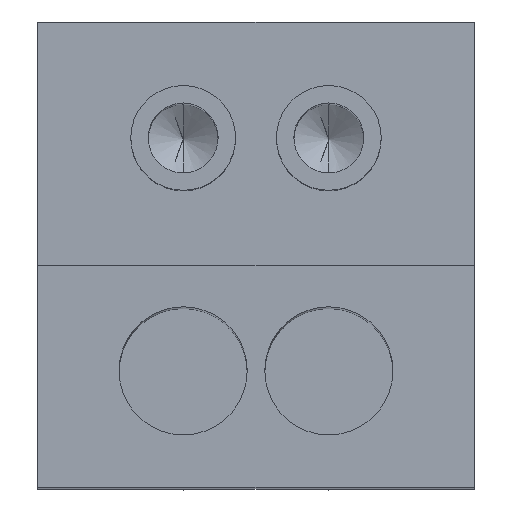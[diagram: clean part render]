
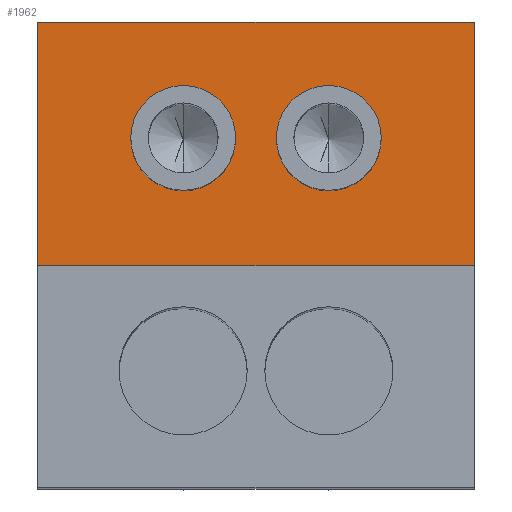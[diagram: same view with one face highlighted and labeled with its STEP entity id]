
A CAD part, top view. The second image highlights one B-rep face of the part: STEP entity #1962.
In plain terms, the highlighted planar face has unit normal (0, 0, 1).
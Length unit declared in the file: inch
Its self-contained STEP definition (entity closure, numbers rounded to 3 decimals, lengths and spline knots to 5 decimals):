
#6 = AXIS2_PLACEMENT_3D ( 'NONE', #555, #1703, #2203 ) ;
#71 = LINE ( 'NONE', #558, #180 ) ;
#102 = ORIENTED_EDGE ( 'NONE', *, *, #561, .F. ) ;
#135 = DIRECTION ( 'NONE',  ( 0., -1., 0. ) ) ;
#137 = VERTEX_POINT ( 'NONE', #1832 ) ;
#158 = DIRECTION ( 'NONE',  ( -1., 0., 0. ) ) ;
#171 = CARTESIAN_POINT ( 'NONE',  ( 0.0375, 0.038, 0.1 ) ) ;
#180 = VECTOR ( 'NONE', #655, 39.37008 ) ;
#184 = CARTESIAN_POINT ( 'NONE',  ( -0.0375, 0.038, 0.1 ) ) ;
#187 = EDGE_LOOP ( 'NONE', ( #2254, #586, #1909, #188 ) ) ;
#188 = ORIENTED_EDGE ( 'NONE', *, *, #1802, .T. ) ;
#325 = CARTESIAN_POINT ( 'NONE',  ( 0.0125, 0.06, 0.1 ) ) ;
#334 = DIRECTION ( 'NONE',  ( 0., 1., 0. ) ) ;
#505 = VECTOR ( 'NONE', #158, 39.37008 ) ;
#514 = EDGE_CURVE ( 'NONE', #2169, #648, #1733, .T. ) ;
#539 = VERTEX_POINT ( 'NONE', #1339 ) ;
#555 = CARTESIAN_POINT ( 'NONE',  ( 0.0375, 0.038, 0.1 ) ) ;
#558 = CARTESIAN_POINT ( 'NONE',  ( 0.0375, 0.08, 0.1 ) ) ;
#561 = EDGE_CURVE ( 'NONE', #1398, #1684, #1669, .T. ) ;
#562 = CIRCLE ( 'NONE', #2397, 0.009 ) ;
#564 = CARTESIAN_POINT ( 'NONE',  ( -0.0125, 0.06, 0.1 ) ) ;
#586 = ORIENTED_EDGE ( 'NONE', *, *, #2202, .F. ) ;
#604 = EDGE_CURVE ( 'NONE', #539, #633, #1702, .T. ) ;
#633 = VERTEX_POINT ( 'NONE', #876 ) ;
#648 = VERTEX_POINT ( 'NONE', #959 ) ;
#655 = DIRECTION ( 'NONE',  ( -1., 0., 0. ) ) ;
#685 = AXIS2_PLACEMENT_3D ( 'NONE', #1370, #1015, #1187 ) ;
#784 = DIRECTION ( 'NONE',  ( 0., 0., 1. ) ) ;
#812 = EDGE_CURVE ( 'NONE', #137, #934, #997, .T. ) ;
#876 = CARTESIAN_POINT ( 'NONE',  ( -0.0125, 0.069, 0.1 ) ) ;
#887 = CIRCLE ( 'NONE', #685, 0.009 ) ;
#934 = VERTEX_POINT ( 'NONE', #2130 ) ;
#959 = CARTESIAN_POINT ( 'NONE',  ( -0.0375, 0.038, 0.1 ) ) ;
#997 = LINE ( 'NONE', #1472, #1403 ) ;
#1009 = ORIENTED_EDGE ( 'NONE', *, *, #604, .F. ) ;
#1015 = DIRECTION ( 'NONE',  ( 0., 0., 1. ) ) ;
#1046 = CARTESIAN_POINT ( 'NONE',  ( 0.0125, 0.069, 0.1 ) ) ;
#1179 = AXIS2_PLACEMENT_3D ( 'NONE', #564, #2365, #2252 ) ;
#1187 = DIRECTION ( 'NONE',  ( 0., 1., 0. ) ) ;
#1257 = EDGE_LOOP ( 'NONE', ( #102, #1384 ) ) ;
#1262 = LINE ( 'NONE', #171, #505 ) ;
#1268 = AXIS2_PLACEMENT_3D ( 'NONE', #325, #784, #1957 ) ;
#1339 = CARTESIAN_POINT ( 'NONE',  ( -0.0125, 0.051, 0.1 ) ) ;
#1370 = CARTESIAN_POINT ( 'NONE',  ( 0.0125, 0.06, 0.1 ) ) ;
#1384 = ORIENTED_EDGE ( 'NONE', *, *, #2346, .F. ) ;
#1398 = VERTEX_POINT ( 'NONE', #2073 ) ;
#1403 = VECTOR ( 'NONE', #2005, 39.37008 ) ;
#1407 = FACE_BOUND ( 'NONE', #1707, .T. ) ;
#1449 = EDGE_CURVE ( 'NONE', #633, #539, #562, .T. ) ;
#1472 = CARTESIAN_POINT ( 'NONE',  ( 0.0375, 0.038, 0.1 ) ) ;
#1570 = FACE_OUTER_BOUND ( 'NONE', #187, .T. ) ;
#1663 = ORIENTED_EDGE ( 'NONE', *, *, #1449, .F. ) ;
#1669 = CIRCLE ( 'NONE', #1268, 0.009 ) ;
#1684 = VERTEX_POINT ( 'NONE', #1046 ) ;
#1702 = CIRCLE ( 'NONE', #1179, 0.009 ) ;
#1703 = DIRECTION ( 'NONE',  ( 0., 0., -1. ) ) ;
#1707 = EDGE_LOOP ( 'NONE', ( #1009, #1663 ) ) ;
#1733 = LINE ( 'NONE', #184, #1736 ) ;
#1736 = VECTOR ( 'NONE', #135, 39.37008 ) ;
#1802 = EDGE_CURVE ( 'NONE', #137, #2169, #71, .T. ) ;
#1832 = CARTESIAN_POINT ( 'NONE',  ( 0.0375, 0.08, 0.1 ) ) ;
#1848 = CARTESIAN_POINT ( 'NONE',  ( -0.0375, 0.08, 0.1 ) ) ;
#1886 = PLANE ( 'NONE',  #6 ) ;
#1909 = ORIENTED_EDGE ( 'NONE', *, *, #812, .F. ) ;
#1957 = DIRECTION ( 'NONE',  ( 0., 1., 0. ) ) ;
#1962 = ADVANCED_FACE ( 'NONE', ( #1407, #1974, #1570 ), #1886, .F. ) ;
#1974 = FACE_BOUND ( 'NONE', #1257, .T. ) ;
#2005 = DIRECTION ( 'NONE',  ( 0., -1., 0. ) ) ;
#2073 = CARTESIAN_POINT ( 'NONE',  ( 0.0125, 0.051, 0.1 ) ) ;
#2130 = CARTESIAN_POINT ( 'NONE',  ( 0.0375, 0.038, 0.1 ) ) ;
#2169 = VERTEX_POINT ( 'NONE', #1848 ) ;
#2202 = EDGE_CURVE ( 'NONE', #934, #648, #1262, .T. ) ;
#2203 = DIRECTION ( 'NONE',  ( 0., 1., 0. ) ) ;
#2252 = DIRECTION ( 'NONE',  ( 0., 1., 0. ) ) ;
#2254 = ORIENTED_EDGE ( 'NONE', *, *, #514, .T. ) ;
#2346 = EDGE_CURVE ( 'NONE', #1684, #1398, #887, .T. ) ;
#2365 = DIRECTION ( 'NONE',  ( 0., 0., 1. ) ) ;
#2391 = CARTESIAN_POINT ( 'NONE',  ( -0.0125, 0.06, 0.1 ) ) ;
#2397 = AXIS2_PLACEMENT_3D ( 'NONE', #2391, #2399, #334 ) ;
#2399 = DIRECTION ( 'NONE',  ( 0., 0., 1. ) ) ;
